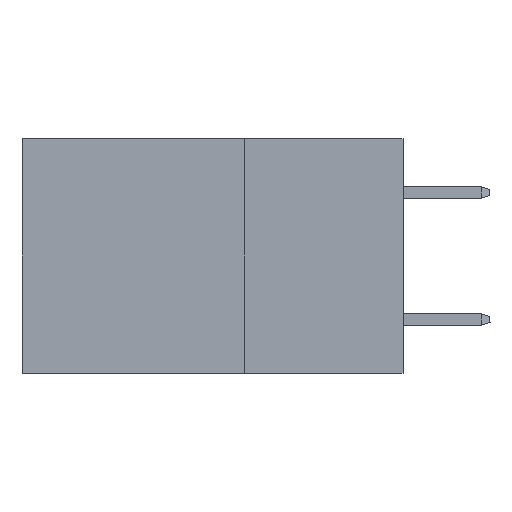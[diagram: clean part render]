
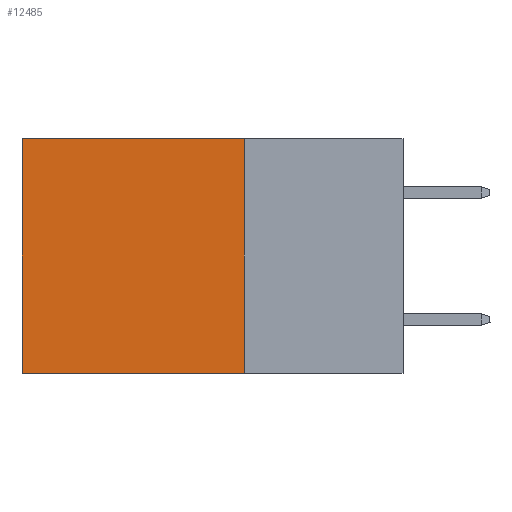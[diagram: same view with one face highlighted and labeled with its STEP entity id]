
A CAD part, left-side view. The second image highlights one B-rep face of the part: STEP entity #12485.
In plain terms, the highlighted planar face has unit normal (-1, 0, 0).
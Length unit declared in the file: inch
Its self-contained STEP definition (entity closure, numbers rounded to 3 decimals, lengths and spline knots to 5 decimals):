
#75 = VECTOR ( 'NONE', #9549, 39.37008 ) ;
#640 = VERTEX_POINT ( 'NONE', #11275 ) ;
#975 = AXIS2_PLACEMENT_3D ( 'NONE', #10964, #18979, #12495 ) ;
#1076 = CARTESIAN_POINT ( 'NONE',  ( 0.2875, 0.25, -0.37 ) ) ;
#1639 = VECTOR ( 'NONE', #3408, 39.37008 ) ;
#2087 = DIRECTION ( 'NONE',  ( 0., 0., -1. ) ) ;
#2203 = ORIENTED_EDGE ( 'NONE', *, *, #19619, .F. ) ;
#3103 = LINE ( 'NONE', #18572, #7863 ) ;
#3408 = DIRECTION ( 'NONE',  ( 0., 1., 0. ) ) ;
#5703 = VERTEX_POINT ( 'NONE', #11582 ) ;
#6012 = EDGE_CURVE ( 'NONE', #13243, #9802, #19022, .T. ) ;
#6968 = CARTESIAN_POINT ( 'NONE',  ( 0.2875, 0.25, 0. ) ) ;
#7169 = FACE_OUTER_BOUND ( 'NONE', #11982, .T. ) ;
#7863 = VECTOR ( 'NONE', #13424, 39.37008 ) ;
#8749 = ORIENTED_EDGE ( 'NONE', *, *, #6012, .T. ) ;
#9401 = VECTOR ( 'NONE', #2087, 39.37008 ) ;
#9549 = DIRECTION ( 'NONE',  ( 0., 1., 0. ) ) ;
#9802 = VERTEX_POINT ( 'NONE', #13817 ) ;
#10532 = CARTESIAN_POINT ( 'NONE',  ( 0.2875, 0.6, 0. ) ) ;
#10964 = CARTESIAN_POINT ( 'NONE',  ( 0.2875, 0.25, 0. ) ) ;
#11275 = CARTESIAN_POINT ( 'NONE',  ( 0.2875, 0.25, -0.37 ) ) ;
#11582 = CARTESIAN_POINT ( 'NONE',  ( 0.2875, 0.25, 0. ) ) ;
#11982 = EDGE_LOOP ( 'NONE', ( #8749, #2203, #21896, #15525 ) ) ;
#12485 = ADVANCED_FACE ( 'NONE', ( #7169 ), #21075, .F. ) ;
#12495 = DIRECTION ( 'NONE',  ( 0., 0., -1. ) ) ;
#13243 = VERTEX_POINT ( 'NONE', #10532 ) ;
#13424 = DIRECTION ( 'NONE',  ( 0., 0., -1. ) ) ;
#13817 = CARTESIAN_POINT ( 'NONE',  ( 0.2875, 0.6, -0.37 ) ) ;
#14331 = CARTESIAN_POINT ( 'NONE',  ( 0.2875, 0.6, 0. ) ) ;
#14986 = EDGE_CURVE ( 'NONE', #5703, #13243, #17099, .T. ) ;
#15525 = ORIENTED_EDGE ( 'NONE', *, *, #14986, .T. ) ;
#17099 = LINE ( 'NONE', #6968, #1639 ) ;
#17962 = EDGE_CURVE ( 'NONE', #5703, #640, #3103, .T. ) ;
#18572 = CARTESIAN_POINT ( 'NONE',  ( 0.2875, 0.25, 0. ) ) ;
#18979 = DIRECTION ( 'NONE',  ( 1., 0., 0. ) ) ;
#19022 = LINE ( 'NONE', #14331, #9401 ) ;
#19619 = EDGE_CURVE ( 'NONE', #640, #9802, #21141, .T. ) ;
#21075 = PLANE ( 'NONE',  #975 ) ;
#21141 = LINE ( 'NONE', #1076, #75 ) ;
#21896 = ORIENTED_EDGE ( 'NONE', *, *, #17962, .F. ) ;
